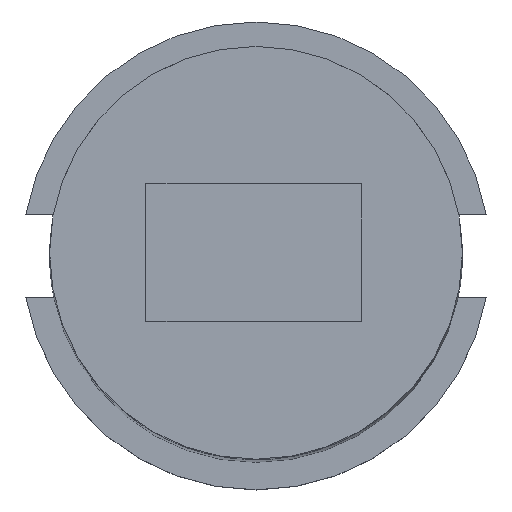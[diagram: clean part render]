
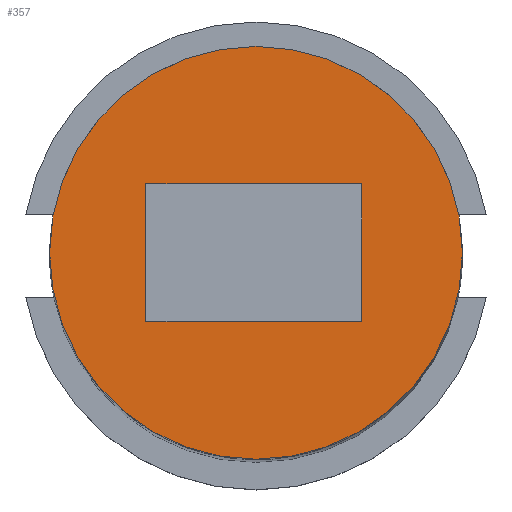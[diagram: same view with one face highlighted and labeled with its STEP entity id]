
A CAD part, top view. The second image highlights one B-rep face of the part: STEP entity #357.
In plain terms, the highlighted planar face has unit normal (0, 0, 1).
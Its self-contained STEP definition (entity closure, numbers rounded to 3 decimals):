
#7 = CARTESIAN_POINT ( 'NONE',  ( 6.664, -4.328, 93.533 ) ) ;
#11 = CARTESIAN_POINT ( 'NONE',  ( -6.933, 4.339, 93.533 ) ) ;
#26 = LINE ( 'NONE', #343, #70 ) ;
#37 = DIRECTION ( 'NONE',  ( 0., 1., 0. ) ) ;
#55 = VECTOR ( 'NONE', #37, 1000. ) ;
#57 = VERTEX_POINT ( 'NONE', #409 ) ;
#64 = CARTESIAN_POINT ( 'NONE',  ( 0., 0.005, 93.533 ) ) ;
#67 = EDGE_CURVE ( 'NONE', #245, #179, #26, .T. ) ;
#68 = CARTESIAN_POINT ( 'NONE',  ( -6.933, -4.328, 93.533 ) ) ;
#70 = VECTOR ( 'NONE', #350, 1000. ) ;
#78 = PLANE ( 'NONE',  #359 ) ;
#129 = DIRECTION ( 'NONE',  ( -1., 0., 0. ) ) ;
#147 = CARTESIAN_POINT ( 'NONE',  ( 0., 0.005, 93.533 ) ) ;
#156 = ORIENTED_EDGE ( 'NONE', *, *, #67, .F. ) ;
#173 = CARTESIAN_POINT ( 'NONE',  ( 6.664, 4.339, 93.533 ) ) ;
#179 = VERTEX_POINT ( 'NONE', #798 ) ;
#190 = FACE_OUTER_BOUND ( 'NONE', #232, .T. ) ;
#208 = CIRCLE ( 'NONE', #517, 13. ) ;
#217 = EDGE_CURVE ( 'NONE', #611, #260, #374, .T. ) ;
#227 = ORIENTED_EDGE ( 'NONE', *, *, #586, .F. ) ;
#230 = CARTESIAN_POINT ( 'NONE',  ( 13., 0.005, 93.533 ) ) ;
#232 = EDGE_LOOP ( 'NONE', ( #780, #833 ) ) ;
#235 = CIRCLE ( 'NONE', #570, 13. ) ;
#243 = ORIENTED_EDGE ( 'NONE', *, *, #217, .F. ) ;
#245 = VERTEX_POINT ( 'NONE', #821 ) ;
#248 = ORIENTED_EDGE ( 'NONE', *, *, #420, .F. ) ;
#260 = VERTEX_POINT ( 'NONE', #173 ) ;
#266 = DIRECTION ( 'NONE',  ( 1., 0., 0. ) ) ;
#343 = CARTESIAN_POINT ( 'NONE',  ( -6.933, 4.339, 93.533 ) ) ;
#350 = DIRECTION ( 'NONE',  ( 0., -1., 0. ) ) ;
#357 = ADVANCED_FACE ( 'NONE', ( #655, #190 ), #78, .T. ) ;
#359 = AXIS2_PLACEMENT_3D ( 'NONE', #64, #588, #602 ) ;
#374 = LINE ( 'NONE', #507, #55 ) ;
#389 = LINE ( 'NONE', #68, #504 ) ;
#409 = CARTESIAN_POINT ( 'NONE',  ( -13., 0.005, 93.533 ) ) ;
#420 = EDGE_CURVE ( 'NONE', #179, #611, #389, .T. ) ;
#439 = EDGE_CURVE ( 'NONE', #57, #781, #208, .T. ) ;
#459 = LINE ( 'NONE', #11, #566 ) ;
#504 = VECTOR ( 'NONE', #266, 1000. ) ;
#507 = CARTESIAN_POINT ( 'NONE',  ( 6.664, -4.328, 93.533 ) ) ;
#517 = AXIS2_PLACEMENT_3D ( 'NONE', #147, #808, #803 ) ;
#556 = DIRECTION ( 'NONE',  ( 0., 0., 1. ) ) ;
#566 = VECTOR ( 'NONE', #129, 1000. ) ;
#570 = AXIS2_PLACEMENT_3D ( 'NONE', #622, #556, #746 ) ;
#586 = EDGE_CURVE ( 'NONE', #260, #245, #459, .T. ) ;
#588 = DIRECTION ( 'NONE',  ( 0., 0., 1. ) ) ;
#602 = DIRECTION ( 'NONE',  ( 1., 0., 0. ) ) ;
#611 = VERTEX_POINT ( 'NONE', #7 ) ;
#622 = CARTESIAN_POINT ( 'NONE',  ( 0., 0.005, 93.533 ) ) ;
#655 = FACE_BOUND ( 'NONE', #734, .T. ) ;
#734 = EDGE_LOOP ( 'NONE', ( #227, #243, #248, #156 ) ) ;
#746 = DIRECTION ( 'NONE',  ( 1., 0., 0. ) ) ;
#768 = EDGE_CURVE ( 'NONE', #781, #57, #235, .T. ) ;
#780 = ORIENTED_EDGE ( 'NONE', *, *, #439, .T. ) ;
#781 = VERTEX_POINT ( 'NONE', #230 ) ;
#798 = CARTESIAN_POINT ( 'NONE',  ( -6.933, -4.328, 93.533 ) ) ;
#803 = DIRECTION ( 'NONE',  ( 1., 0., 0. ) ) ;
#808 = DIRECTION ( 'NONE',  ( 0., 0., 1. ) ) ;
#821 = CARTESIAN_POINT ( 'NONE',  ( -6.933, 4.339, 93.533 ) ) ;
#833 = ORIENTED_EDGE ( 'NONE', *, *, #768, .T. ) ;
